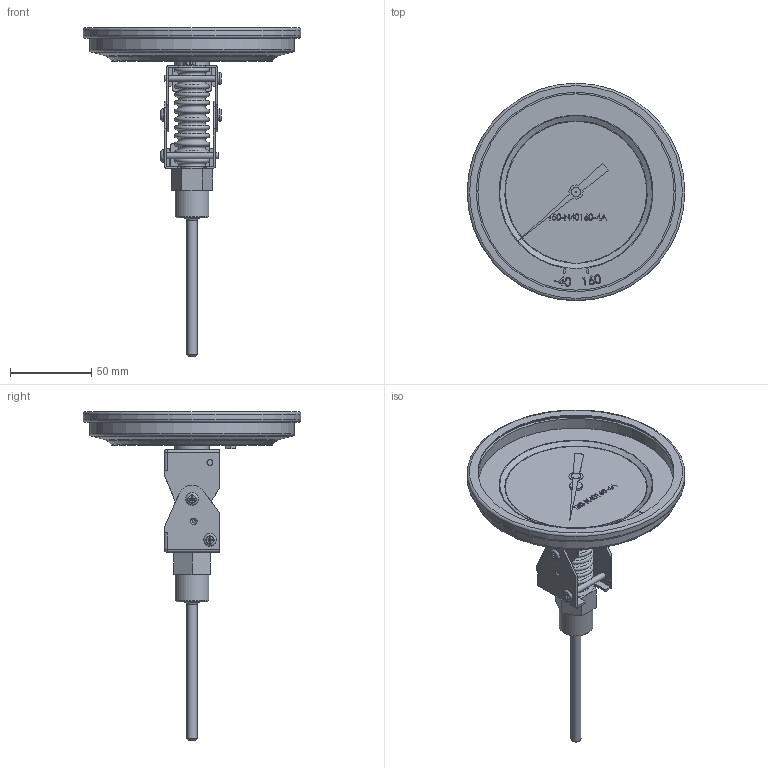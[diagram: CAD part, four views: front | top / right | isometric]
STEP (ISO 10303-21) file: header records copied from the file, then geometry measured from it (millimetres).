
FILE_DESCRIPTION (( 'STEP AP214' ), '1' );
FILE_NAME ('T50-N40160-4A.STEP', '2022-11-30T10:25:18', ( '' ), ( '' ), 'SwSTEP 2.0', 'SolidWorks 2021', '' );
FILE_SCHEMA (( 'AUTOMOTIVE_DESIGN' ));
Length unit declared in the file: inch
Products named in the file (1): T50-N40160-4A
Bounding box: 134.11 x 134.11 x 202.18 mm (x, y, z)
Volume: 166004.7 mm3; surface area: 62452.9 mm2
Topology: 1 solids, 1 shells, 500 faces, 1295 edges, 840 vertices
Faces by surface type: plane 320, bspline 71, cylinder 45, torus 37, cone 23, sphere 4
Full cylindrical faces by diameter (mm): 0.762 x1, 3.683 x4, 5.745 x1, 6.35 x1, 7.62 x1, 7.747 x4, 13.808 x1, 20.874 x1, 21.59 x1, 120.904 x2, 122.835 x1, 126.238 x1, 134.112 x1
Entity records: 22713 total; most frequent: CARTESIAN_POINT 8458, ORIENTED_EDGE 2418, DIRECTION 2052, EDGE_CURVE 1209, VERTEX_POINT 822, VECTOR 816, LINE 816, EDGE_LOOP 623
